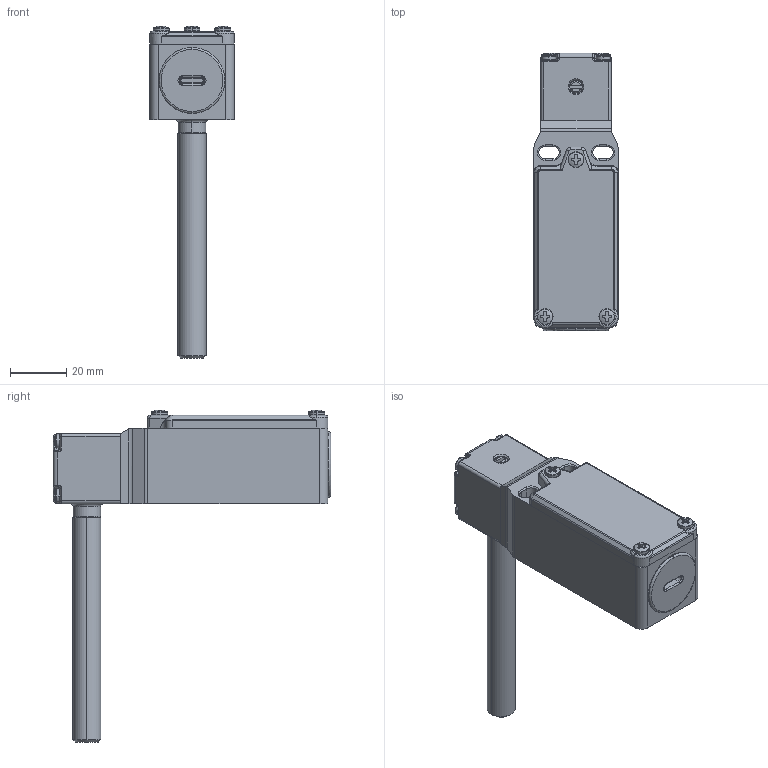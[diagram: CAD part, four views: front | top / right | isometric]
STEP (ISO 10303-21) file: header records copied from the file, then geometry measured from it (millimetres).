
FILE_DESCRIPTION (( 'STEP AP214' ), '1' );
FILE_NAME ('HC-SS-195003.STEP', '2015-08-11T14:49:04', ( '' ), ( '' ), 'SwSTEP 2.0', 'SolidWorks 2014', '' );
FILE_SCHEMA (( 'AUTOMOTIVE_DESIGN' ));
Length unit declared in the file: inch
Products named in the file (1): HC-SS-195003
Bounding box: 30 x 99 x 118.44 mm (x, y, z)
Volume: 45758 mm3; surface area: 35129.9 mm2
Topology: 13 solids, 13 shells, 1168 faces, 2841 edges, 1690 vertices
Faces by surface type: cylinder 466, plane 347, torus 196, cone 89, sphere 42, bspline 28
Entity records: 35919 total; most frequent: CARTESIAN_POINT 8208, DIRECTION 6183, ORIENTED_EDGE 5564, EDGE_CURVE 2782, AXIS2_PLACEMENT_3D 2468, VERTEX_POINT 1683, CIRCLE 1327, EDGE_LOOP 1247
